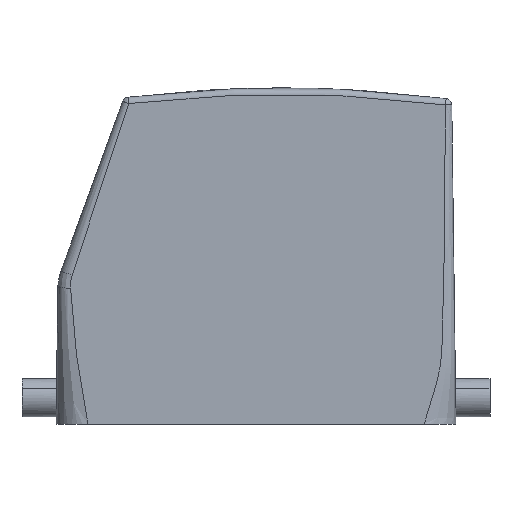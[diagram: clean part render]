
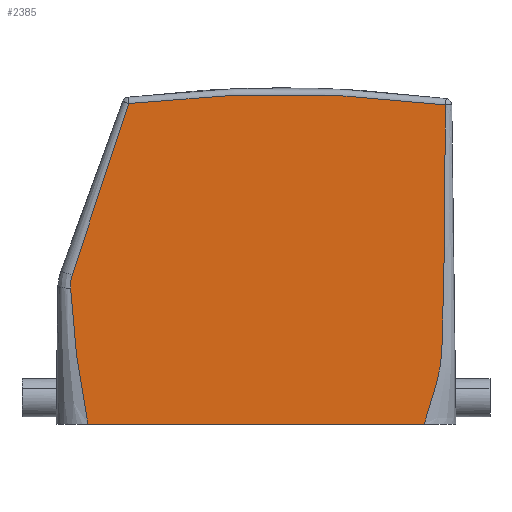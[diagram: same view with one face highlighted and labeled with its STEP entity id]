
A CAD part, left-side view. The second image highlights one B-rep face of the part: STEP entity #2385.
In plain terms, the highlighted planar face has unit normal (-1, 0, 0).
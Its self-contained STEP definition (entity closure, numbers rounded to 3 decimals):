
#2325=AXIS2_PLACEMENT_3D('Plane Axis2P3D',#2322,#2323,#2324) ;
#2374=AXIS2_PLACEMENT_3D('Circle Axis2P3D',#2372,#2373,$) ;
#818=CARTESIAN_POINT('Vertex',(0.,15.471,0.)) ;
#823=CARTESIAN_POINT('Line Origine',(0.,54.994,0.)) ;
#827=CARTESIAN_POINT('Vertex',(0.,94.516,0.)) ;
#2242=CARTESIAN_POINT('Vertex',(0.,10.494,75.006)) ;
#2246=CARTESIAN_POINT('Control Point',(0.,10.494,75.006)) ;
#2247=CARTESIAN_POINT('Control Point',(0.,10.466,67.631)) ;
#2248=CARTESIAN_POINT('Control Point',(0.,10.475,60.256)) ;
#2249=CARTESIAN_POINT('Control Point',(0.,10.557,52.881)) ;
#2250=CARTESIAN_POINT('Control Point',(0.,10.687,43.368)) ;
#2251=CARTESIAN_POINT('Control Point',(0.,10.867,33.855)) ;
#2252=CARTESIAN_POINT('Control Point',(0.,10.91,31.717)) ;
#2253=CARTESIAN_POINT('Control Point',(0.,10.979,28.51)) ;
#2254=CARTESIAN_POINT('Control Point',(0.,11.059,25.303)) ;
#2255=CARTESIAN_POINT('Control Point',(0.,11.087,24.234)) ;
#2256=CARTESIAN_POINT('Control Point',(0.,11.131,22.631)) ;
#2257=CARTESIAN_POINT('Control Point',(0.,11.18,21.027)) ;
#2258=CARTESIAN_POINT('Control Point',(0.,11.197,20.493)) ;
#2259=CARTESIAN_POINT('Control Point',(0.,11.222,19.699)) ;
#2260=CARTESIAN_POINT('Control Point',(0.,11.249,18.906)) ;
#2261=CARTESIAN_POINT('Control Point',(0.,11.259,18.606)) ;
#2262=CARTESIAN_POINT('Control Point',(0.,11.278,18.08)) ;
#2263=CARTESIAN_POINT('Control Point',(0.,11.301,17.553)) ;
#2264=CARTESIAN_POINT('Control Point',(0.,11.314,17.286)) ;
#2265=CARTESIAN_POINT('Control Point',(0.,11.381,16.066)) ;
#2266=CARTESIAN_POINT('Control Point',(0.,11.49,14.847)) ;
#2267=CARTESIAN_POINT('Control Point',(0.,11.613,13.898)) ;
#2268=CARTESIAN_POINT('Control Point',(0.,11.991,11.657)) ;
#2269=CARTESIAN_POINT('Control Point',(0.,12.553,9.441)) ;
#2270=CARTESIAN_POINT('Control Point',(0.,12.928,8.165)) ;
#2271=CARTESIAN_POINT('Control Point',(0.,13.588,6.061)) ;
#2272=CARTESIAN_POINT('Control Point',(0.,14.263,3.96)) ;
#2273=CARTESIAN_POINT('Control Point',(0.,14.529,3.123)) ;
#2274=CARTESIAN_POINT('Control Point',(0.,14.877,2.001)) ;
#2275=CARTESIAN_POINT('Control Point',(0.,15.213,0.877)) ;
#2276=CARTESIAN_POINT('Control Point',(0.,15.299,0.588)) ;
#2277=CARTESIAN_POINT('Control Point',(0.,15.385,0.295)) ;
#2278=CARTESIAN_POINT('Control Point',(0.,15.471,0.)) ;
#2322=CARTESIAN_POINT('Axis2P3D Location',(0.,-9.985,-37.458)) ;
#2328=CARTESIAN_POINT('Control Point',(0.,84.911,75.332)) ;
#2329=CARTESIAN_POINT('Control Point',(0.,86.019,72.112)) ;
#2330=CARTESIAN_POINT('Control Point',(0.,87.122,68.891)) ;
#2331=CARTESIAN_POINT('Control Point',(0.,88.216,65.661)) ;
#2332=CARTESIAN_POINT('Control Point',(0.,90.378,59.209)) ;
#2333=CARTESIAN_POINT('Control Point',(0.,92.505,52.75)) ;
#2334=CARTESIAN_POINT('Control Point',(0.,93.56,49.525)) ;
#2335=CARTESIAN_POINT('Control Point',(0.,95.135,44.68)) ;
#2336=CARTESIAN_POINT('Control Point',(0.,96.691,39.828)) ;
#2337=CARTESIAN_POINT('Control Point',(0.,97.203,38.222)) ;
#2338=CARTESIAN_POINT('Control Point',(0.,97.715,36.605)) ;
#2339=CARTESIAN_POINT('Control Point',(0.,98.221,34.987)) ;
#2340=CARTESIAN_POINT('Vertex',(0.,98.221,34.987)) ;
#2342=CARTESIAN_POINT('Vertex',(0.,84.911,75.332)) ;
#2346=CARTESIAN_POINT('Control Point',(0.,98.221,34.987)) ;
#2347=CARTESIAN_POINT('Control Point',(0.,98.396,34.4)) ;
#2348=CARTESIAN_POINT('Control Point',(0.,98.522,33.797)) ;
#2349=CARTESIAN_POINT('Control Point',(0.,98.596,33.185)) ;
#2350=CARTESIAN_POINT('Control Point',(0.,98.616,32.57)) ;
#2351=CARTESIAN_POINT('Control Point',(0.,98.581,31.961)) ;
#2352=CARTESIAN_POINT('Vertex',(0.,98.581,31.961)) ;
#2356=CARTESIAN_POINT('Control Point',(0.,98.581,31.961)) ;
#2357=CARTESIAN_POINT('Control Point',(0.,98.475,29.226)) ;
#2358=CARTESIAN_POINT('Control Point',(0.,98.351,26.491)) ;
#2359=CARTESIAN_POINT('Control Point',(0.,98.138,23.752)) ;
#2360=CARTESIAN_POINT('Control Point',(0.,97.597,18.809)) ;
#2361=CARTESIAN_POINT('Control Point',(0.,96.847,13.89)) ;
#2362=CARTESIAN_POINT('Control Point',(0.,96.48,11.687)) ;
#2363=CARTESIAN_POINT('Control Point',(0.,95.886,8.212)) ;
#2364=CARTESIAN_POINT('Control Point',(0.,95.295,4.736)) ;
#2365=CARTESIAN_POINT('Control Point',(0.,95.08,3.461)) ;
#2366=CARTESIAN_POINT('Control Point',(0.,94.84,2.004)) ;
#2367=CARTESIAN_POINT('Control Point',(0.,94.604,0.546)) ;
#2368=CARTESIAN_POINT('Control Point',(0.,94.575,0.364)) ;
#2369=CARTESIAN_POINT('Control Point',(0.,94.546,0.182)) ;
#2370=CARTESIAN_POINT('Control Point',(0.,94.516,0.)) ;
#2372=CARTESIAN_POINT('Axis2P3D Location',(0.,49.,-221.)) ;
#824=DIRECTION('Vector Direction',(0.,-1.,0.)) ;
#2323=DIRECTION('Axis2P3D Direction',(-1.,0.,0.)) ;
#2324=DIRECTION('Axis2P3D XDirection',(0.,-0.317,0.949)) ;
#2373=DIRECTION('Axis2P3D Direction',(-1.,0.,0.)) ;
#825=VECTOR('Line Direction',#824,1.) ;
#2378=ORIENTED_EDGE('',*,*,#2344,.F.) ;
#2379=ORIENTED_EDGE('',*,*,#2354,.F.) ;
#2380=ORIENTED_EDGE('',*,*,#2371,.F.) ;
#2381=ORIENTED_EDGE('',*,*,#829,.T.) ;
#2382=ORIENTED_EDGE('',*,*,#2279,.T.) ;
#2383=ORIENTED_EDGE('',*,*,#2376,.T.) ;
#2385=ADVANCED_FACE('Hood',(#2384),#2326,.T.) ;
#2245=B_SPLINE_CURVE_WITH_KNOTS('',5,(#2246,#2247,#2248,#2249,#2250,#2251,#2252,#2253,#2254,#2255,#2256,#2257,#2258,#2259,#2260,#2261,#2262,#2263,#2264,#2265,#2266,#2267,#2268,#2269,#2270,#2271,#2272,#2273,#2274,#2275,#2276,#2277,#2278),.UNSPECIFIED.,.F.,.U.,(6,3,3,3,3,3,3,3,3,3,6),(39.586,76.466,87.156,92.503,95.176,96.472,97.808,102.578,109.105,113.424,114.887),.UNSPECIFIED.) ;
#2327=B_SPLINE_CURVE_WITH_KNOTS('',5,(#2328,#2329,#2330,#2331,#2332,#2333,#2334,#2335,#2336,#2337,#2338,#2339),.UNSPECIFIED.,.F.,.U.,(6,3,3,6),(0.,24.048,48.087,60.084),.UNSPECIFIED.) ;
#2345=B_SPLINE_CURVE_WITH_KNOTS('',5,(#2346,#2347,#2348,#2349,#2350,#2351),.UNSPECIFIED.,.F.,.U.,(6,6),(0.,4.338),.UNSPECIFIED.) ;
#2355=B_SPLINE_CURVE_WITH_KNOTS('',5,(#2356,#2357,#2358,#2359,#2360,#2361,#2362,#2363,#2364,#2365,#2366,#2367,#2368,#2369,#2370),.UNSPECIFIED.,.F.,.U.,(6,3,3,3,6),(0.,19.394,35.173,44.304,45.606),.UNSPECIFIED.) ;
#2375=CIRCLE('generated circle',#2374,298.5) ;
#829=EDGE_CURVE('',#828,#819,#826,.T.) ;
#2279=EDGE_CURVE('',#819,#2243,#2245,.F.) ;
#2344=EDGE_CURVE('',#2341,#2343,#2327,.F.) ;
#2354=EDGE_CURVE('',#2353,#2341,#2345,.F.) ;
#2371=EDGE_CURVE('',#828,#2353,#2355,.F.) ;
#2376=EDGE_CURVE('',#2243,#2343,#2375,.T.) ;
#2377=EDGE_LOOP('',(#2378,#2379,#2380,#2381,#2382,#2383)) ;
#2384=FACE_OUTER_BOUND('',#2377,.T.) ;
#826=LINE('Line',#823,#825) ;
#2326=PLANE('',#2325) ;
#819=VERTEX_POINT('',#818) ;
#828=VERTEX_POINT('',#827) ;
#2243=VERTEX_POINT('',#2242) ;
#2341=VERTEX_POINT('',#2340) ;
#2343=VERTEX_POINT('',#2342) ;
#2353=VERTEX_POINT('',#2352) ;
